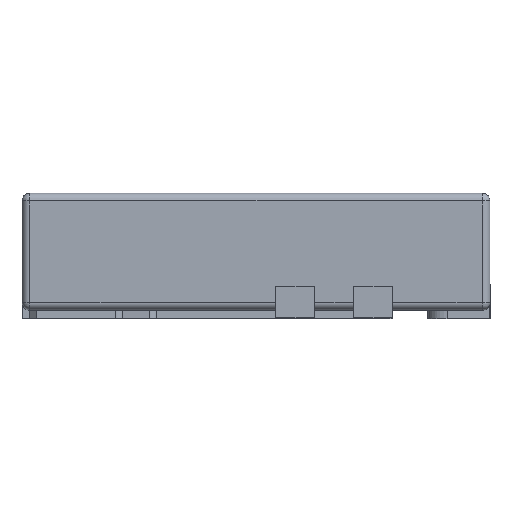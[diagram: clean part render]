
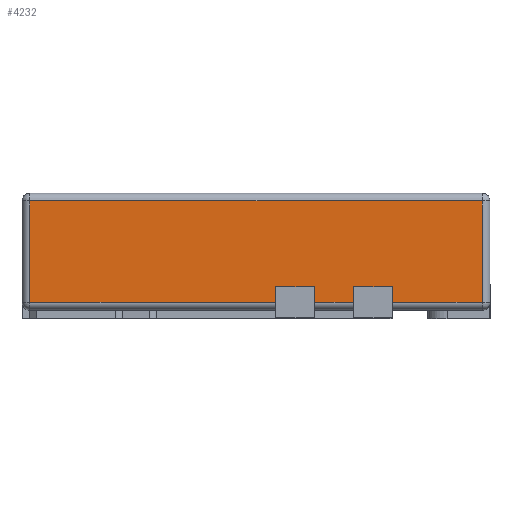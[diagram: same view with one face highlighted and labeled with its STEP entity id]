
A CAD part, top view. The second image highlights one B-rep face of the part: STEP entity #4232.
In plain terms, the highlighted planar face has unit normal (0, 0, 1).
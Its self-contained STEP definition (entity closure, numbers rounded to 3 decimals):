
#36 = CARTESIAN_POINT ( 'NONE',  ( 0.875, 0.15, 1.5 ) ) ;
#59 = CARTESIAN_POINT ( 'NONE',  ( 0.875, 0.15, 1.5 ) ) ;
#137 = ORIENTED_EDGE ( 'NONE', *, *, #6926, .T. ) ;
#177 = VERTEX_POINT ( 'NONE', #2090 ) ;
#220 = ORIENTED_EDGE ( 'NONE', *, *, #3562, .F. ) ;
#265 = DIRECTION ( 'NONE',  ( 0., -1., 0. ) ) ;
#318 = EDGE_CURVE ( 'NONE', #7982, #177, #7223, .T. ) ;
#423 = LINE ( 'NONE', #4391, #1886 ) ;
#440 = LINE ( 'NONE', #813, #1129 ) ;
#466 = VERTEX_POINT ( 'NONE', #7885 ) ;
#473 = CARTESIAN_POINT ( 'NONE',  ( 0.375, 0.05, 1.5 ) ) ;
#526 = DIRECTION ( 'NONE',  ( -1., 0., 0. ) ) ;
#577 = EDGE_CURVE ( 'NONE', #7520, #6706, #6714, .T. ) ;
#615 = VECTOR ( 'NONE', #3463, 1000. ) ;
#665 = DIRECTION ( 'NONE',  ( 0., -1., 0. ) ) ;
#813 = CARTESIAN_POINT ( 'NONE',  ( 1.45, 0.75, 1.5 ) ) ;
#826 = CARTESIAN_POINT ( 'NONE',  ( 0.375, 0.15, 1.5 ) ) ;
#847 = EDGE_CURVE ( 'NONE', #7174, #1239, #1760, .T. ) ;
#1031 = VECTOR ( 'NONE', #265, 1000. ) ;
#1129 = VECTOR ( 'NONE', #6977, 1000. ) ;
#1223 = ORIENTED_EDGE ( 'NONE', *, *, #847, .T. ) ;
#1239 = VERTEX_POINT ( 'NONE', #5545 ) ;
#1371 = DIRECTION ( 'NONE',  ( 1., 0., 0. ) ) ;
#1455 = DIRECTION ( 'NONE',  ( -1., 0., 0. ) ) ;
#1760 = LINE ( 'NONE', #5942, #5455 ) ;
#1794 = LINE ( 'NONE', #4003, #615 ) ;
#1858 = CARTESIAN_POINT ( 'NONE',  ( 1.5, 0.05, 1.5 ) ) ;
#1886 = VECTOR ( 'NONE', #1371, 1000. ) ;
#2003 = CARTESIAN_POINT ( 'NONE',  ( 1.5, 0.75, 1.5 ) ) ;
#2090 = CARTESIAN_POINT ( 'NONE',  ( 0.125, 0.15, 1.5 ) ) ;
#2111 = CARTESIAN_POINT ( 'NONE',  ( 0.625, 0.15, 1.5 ) ) ;
#2212 = ORIENTED_EDGE ( 'NONE', *, *, #7349, .T. ) ;
#2247 = VECTOR ( 'NONE', #1455, 1000. ) ;
#2401 = LINE ( 'NONE', #2973, #5244 ) ;
#2573 = ORIENTED_EDGE ( 'NONE', *, *, #2614, .F. ) ;
#2593 = VERTEX_POINT ( 'NONE', #5454 ) ;
#2614 = EDGE_CURVE ( 'NONE', #177, #7525, #5241, .T. ) ;
#2675 = LINE ( 'NONE', #2111, #1031 ) ;
#2864 = CARTESIAN_POINT ( 'NONE',  ( 0.125, 0.15, 1.5 ) ) ;
#2973 = CARTESIAN_POINT ( 'NONE',  ( -1.45, 0.75, 1.5 ) ) ;
#3021 = ORIENTED_EDGE ( 'NONE', *, *, #6274, .T. ) ;
#3087 = CARTESIAN_POINT ( 'NONE',  ( 1.45, 0.05, 1.5 ) ) ;
#3138 = VECTOR ( 'NONE', #526, 1000. ) ;
#3463 = DIRECTION ( 'NONE',  ( 0., -1., 0. ) ) ;
#3562 = EDGE_CURVE ( 'NONE', #5816, #7430, #5410, .T. ) ;
#3806 = PLANE ( 'NONE',  #6720 ) ;
#4003 = CARTESIAN_POINT ( 'NONE',  ( 0.375, 0.15, 1.5 ) ) ;
#4019 = ORIENTED_EDGE ( 'NONE', *, *, #7203, .T. ) ;
#4232 = ADVANCED_FACE ( 'NONE', ( #5166 ), #3806, .F. ) ;
#4391 = CARTESIAN_POINT ( 'NONE',  ( 1.5, 0.05, 1.5 ) ) ;
#4608 = LINE ( 'NONE', #6754, #3138 ) ;
#4633 = EDGE_CURVE ( 'NONE', #2593, #466, #2401, .T. ) ;
#4686 = CARTESIAN_POINT ( 'NONE',  ( 0.125, 0.05, 1.5 ) ) ;
#5040 = DIRECTION ( 'NONE',  ( 0., 0., -1. ) ) ;
#5064 = VERTEX_POINT ( 'NONE', #7875 ) ;
#5166 = FACE_OUTER_BOUND ( 'NONE', #5955, .T. ) ;
#5241 = LINE ( 'NONE', #2864, #6784 ) ;
#5244 = VECTOR ( 'NONE', #5427, 1000. ) ;
#5410 = LINE ( 'NONE', #6655, #6859 ) ;
#5427 = DIRECTION ( 'NONE',  ( 0., -1., 0. ) ) ;
#5454 = CARTESIAN_POINT ( 'NONE',  ( -1.45, 0.7, 1.5 ) ) ;
#5455 = VECTOR ( 'NONE', #7137, 1000. ) ;
#5545 = CARTESIAN_POINT ( 'NONE',  ( 0.625, 0.05, 1.5 ) ) ;
#5565 = VECTOR ( 'NONE', #6872, 1000. ) ;
#5816 = VERTEX_POINT ( 'NONE', #59 ) ;
#5942 = CARTESIAN_POINT ( 'NONE',  ( 1.5, 0.05, 1.5 ) ) ;
#5950 = EDGE_CURVE ( 'NONE', #7430, #1239, #2675, .T. ) ;
#5955 = EDGE_LOOP ( 'NONE', ( #137, #2573, #6944, #6799, #1223, #6506, #220, #2212, #6912, #3021, #4019, #7321 ) ) ;
#5963 = DIRECTION ( 'NONE',  ( 0., -1., 0. ) ) ;
#6063 = DIRECTION ( 'NONE',  ( -1., 0., 0. ) ) ;
#6274 = EDGE_CURVE ( 'NONE', #6706, #5064, #440, .T. ) ;
#6442 = LINE ( 'NONE', #36, #6923 ) ;
#6506 = ORIENTED_EDGE ( 'NONE', *, *, #5950, .F. ) ;
#6655 = CARTESIAN_POINT ( 'NONE',  ( 0.875, 0.15, 1.5 ) ) ;
#6706 = VERTEX_POINT ( 'NONE', #3087 ) ;
#6714 = LINE ( 'NONE', #1858, #5565 ) ;
#6720 = AXIS2_PLACEMENT_3D ( 'NONE', #2003, #5040, #6976 ) ;
#6754 = CARTESIAN_POINT ( 'NONE',  ( -1.5, 0.7, 1.5 ) ) ;
#6784 = VECTOR ( 'NONE', #5963, 1000. ) ;
#6799 = ORIENTED_EDGE ( 'NONE', *, *, #7585, .T. ) ;
#6859 = VECTOR ( 'NONE', #6063, 1000. ) ;
#6872 = DIRECTION ( 'NONE',  ( 1., 0., 0. ) ) ;
#6912 = ORIENTED_EDGE ( 'NONE', *, *, #577, .T. ) ;
#6923 = VECTOR ( 'NONE', #665, 1000. ) ;
#6926 = EDGE_CURVE ( 'NONE', #466, #7525, #423, .T. ) ;
#6944 = ORIENTED_EDGE ( 'NONE', *, *, #318, .F. ) ;
#6976 = DIRECTION ( 'NONE',  ( -1., 0., 0. ) ) ;
#6977 = DIRECTION ( 'NONE',  ( 0., 1., 0. ) ) ;
#7112 = CARTESIAN_POINT ( 'NONE',  ( 0.375, 0.15, 1.5 ) ) ;
#7121 = CARTESIAN_POINT ( 'NONE',  ( 0.875, 0.05, 1.5 ) ) ;
#7137 = DIRECTION ( 'NONE',  ( 1., 0., 0. ) ) ;
#7174 = VERTEX_POINT ( 'NONE', #473 ) ;
#7203 = EDGE_CURVE ( 'NONE', #5064, #2593, #4608, .T. ) ;
#7223 = LINE ( 'NONE', #826, #2247 ) ;
#7321 = ORIENTED_EDGE ( 'NONE', *, *, #4633, .T. ) ;
#7349 = EDGE_CURVE ( 'NONE', #5816, #7520, #6442, .T. ) ;
#7430 = VERTEX_POINT ( 'NONE', #7601 ) ;
#7520 = VERTEX_POINT ( 'NONE', #7121 ) ;
#7525 = VERTEX_POINT ( 'NONE', #4686 ) ;
#7585 = EDGE_CURVE ( 'NONE', #7982, #7174, #1794, .T. ) ;
#7601 = CARTESIAN_POINT ( 'NONE',  ( 0.625, 0.15, 1.5 ) ) ;
#7875 = CARTESIAN_POINT ( 'NONE',  ( 1.45, 0.7, 1.5 ) ) ;
#7885 = CARTESIAN_POINT ( 'NONE',  ( -1.45, 0.05, 1.5 ) ) ;
#7982 = VERTEX_POINT ( 'NONE', #7112 ) ;
